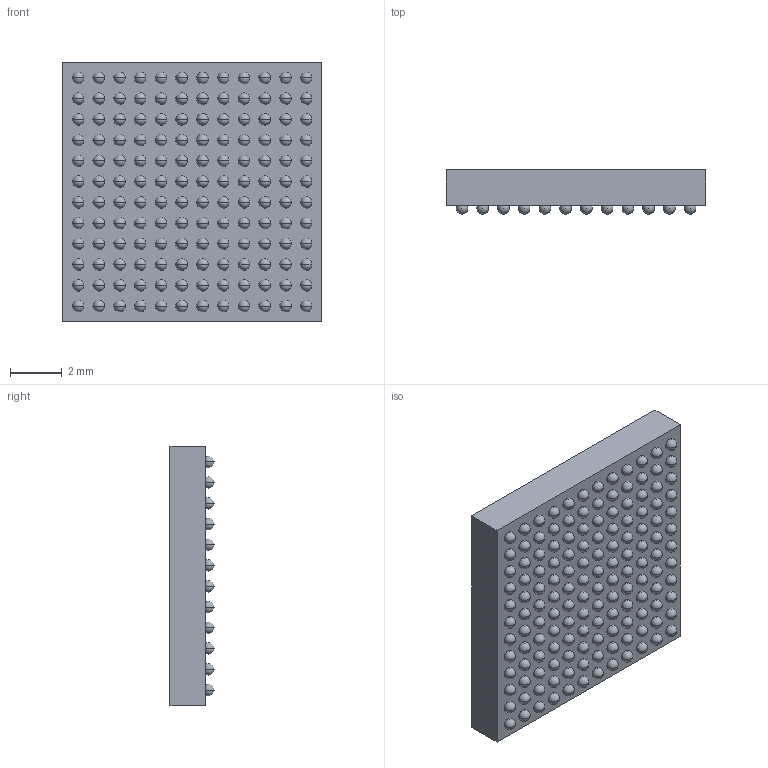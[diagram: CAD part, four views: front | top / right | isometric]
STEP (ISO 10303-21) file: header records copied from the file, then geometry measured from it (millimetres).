
FILE_DESCRIPTION (( 'STEP AP214' ), '1' );
FILE_NAME ('AD9361BBCZ.STEP', '2020-06-22T21:52:44', ( '' ), ( '' ), 'SwSTEP 2.0', 'SolidWorks 2018', '' );
FILE_SCHEMA (( 'AUTOMOTIVE_DESIGN' ));
Length unit declared in the file: millimetre
Products named in the file (1): AD9361BBCZ
Bounding box: 10 x 1.7 x 10 mm (x, y, z)
Volume: 143.5 mm3; surface area: 339.2 mm2
Topology: 145 solids, 145 shells, 438 faces, 1308 edges, 872 vertices
Faces by surface type: sphere 288, plane 150
Entity records: 10990 total; most frequent: DIRECTION 2042, CARTESIAN_POINT 1467, ORIENTED_EDGE 1176, AXIS2_PLACEMENT_3D 1015, EDGE_CURVE 588, CIRCLE 576, VERTEX_POINT 440, EDGE_LOOP 438
